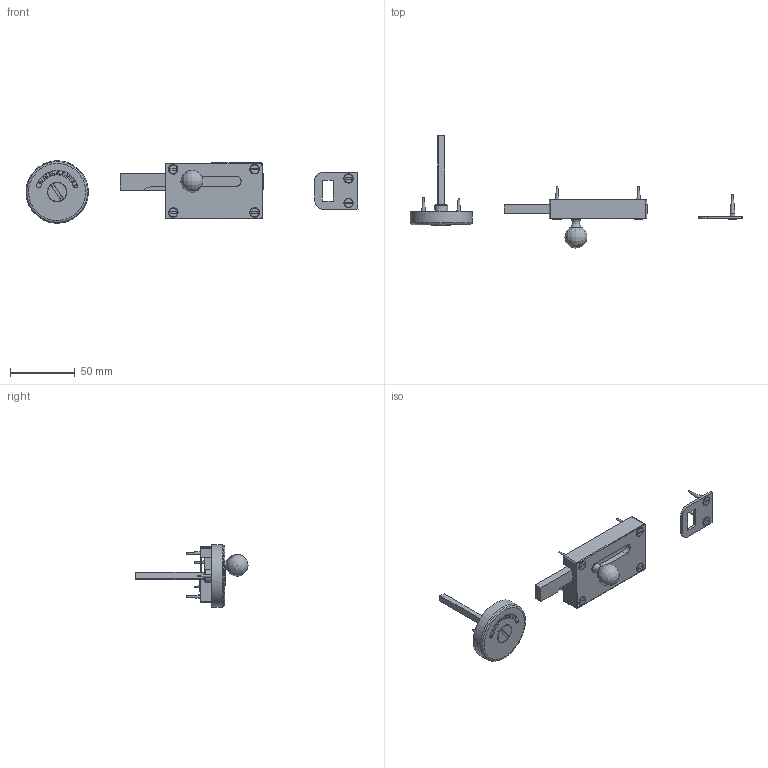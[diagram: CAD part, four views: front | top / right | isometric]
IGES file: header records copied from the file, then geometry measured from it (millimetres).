
Global section: file name: P7303; native system: Autodesk Inventor 2018; preprocessor: unknown; author: ashami; date: 20180911.144849; units: millimetre
Bounding box: 256.87 x 86.76 x 48.2 mm (x, y, z)
Volume: 47312.2 mm3; surface area: 43127.3 mm2
Topology: 20 solids, 20 shells, 704 faces, 1914 edges, 1286 vertices
Faces by surface type: bspline 704
